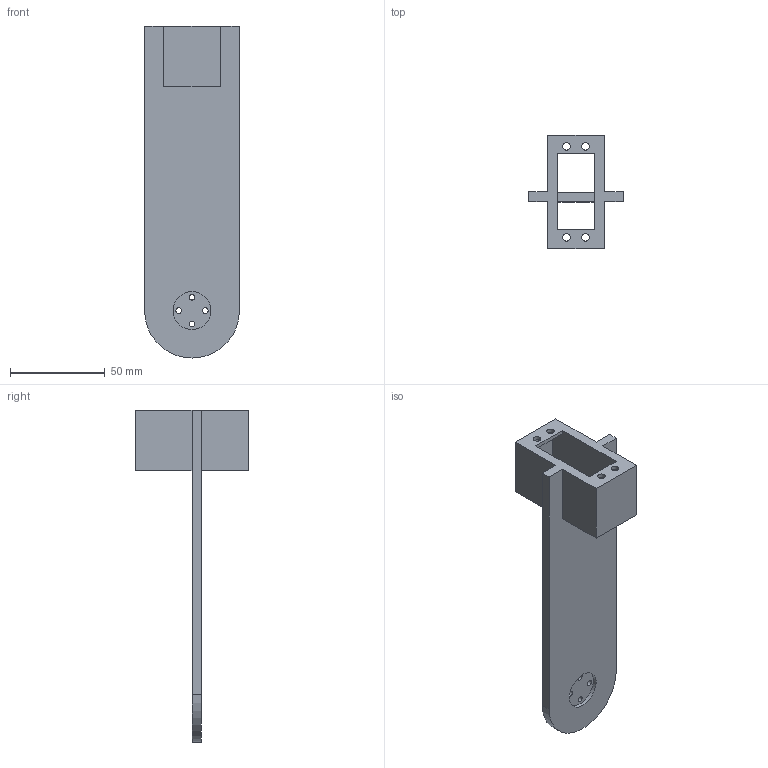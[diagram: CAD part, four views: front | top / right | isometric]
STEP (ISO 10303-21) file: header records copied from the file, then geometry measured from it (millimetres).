
FILE_DESCRIPTION(/* description */ (''),/* implementation_level */ '2;1');
FILE_NAME(/* name */ 'link3 v5.step',/* time_stamp */ '2023-03-09T13:06:40Z',/* author */ (''),/* organization */ (''),/* preprocessor_version */ 'ST-DEVELOPER v19.2',/* originating_system */ 'Autodesk Translation Framework v11.17.0.187',/* authorisation */ '');
FILE_SCHEMA (('AUTOMOTIVE_DESIGN { 1 0 10303 214 3 1 1 }'));
Length unit declared in the file: millimetre
Products named in the file (1): link3
Bounding box: 50 x 60 x 175 mm (x, y, z)
Volume: 59795.1 mm3; surface area: 29448.4 mm2
Topology: 1 solids, 1 shells, 33 faces, 95 edges, 62 vertices
Faces by surface type: plane 23, cylinder 10
Full cylindrical faces by diameter (mm): 3 x4, 4 x4, 20 x1
Entity records: 1150 total; most frequent: CARTESIAN_POINT 191, ORIENTED_EDGE 190, DIRECTION 183, EDGE_CURVE 95, LINE 75, VECTOR 75, VERTEX_POINT 62, AXIS2_PLACEMENT_3D 54
